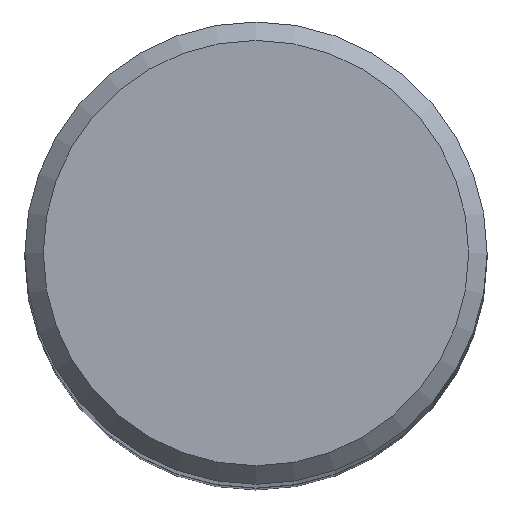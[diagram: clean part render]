
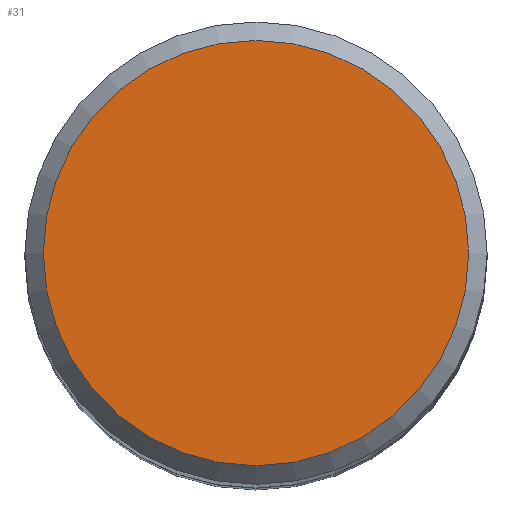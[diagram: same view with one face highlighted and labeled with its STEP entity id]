
A CAD part, top view. The second image highlights one B-rep face of the part: STEP entity #31.
In plain terms, the highlighted free-form (B-spline) face has degree [1, 1] with [2, 2] control points.
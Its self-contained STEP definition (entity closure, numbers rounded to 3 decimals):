
#31 = ADVANCED_FACE('', (#32), #43, .T.);
#32 = FACE_OUTER_BOUND('', #33, .T.);
#33 = EDGE_LOOP('', (#34));
#34 = ORIENTED_EDGE('', *, *, #35, .T.);
#35 = EDGE_CURVE('', #36, #36, #38, .T.);
#36 = VERTEX_POINT('', #37);
#37 = CARTESIAN_POINT('', (-4.6, 0., 0.));
#38 = CIRCLE('', #39, 4.6);
#39 = AXIS2_PLACEMENT_3D('', #40, #41, #42);
#40 = CARTESIAN_POINT('', (0., 0., 0.));
#41 = DIRECTION('', (0., 0., 1.));
#42 = DIRECTION('', (-1., 0., 0.));
#43 = B_SPLINE_SURFACE_WITH_KNOTS('', 1, 1, ((#44, #45), (#46, #47)), .UNSPECIFIED., .F., .F., .U., (2, 2), (2, 2), (-4.601, 4.601), (-4.601, 4.601), .UNSPECIFIED.);
#44 = CARTESIAN_POINT('', (-4.601, -4.601, 0.));
#45 = CARTESIAN_POINT('', (-4.601, 4.601, 0.));
#46 = CARTESIAN_POINT('', (4.601, -4.601, 0.));
#47 = CARTESIAN_POINT('', (4.601, 4.601, 0.));
